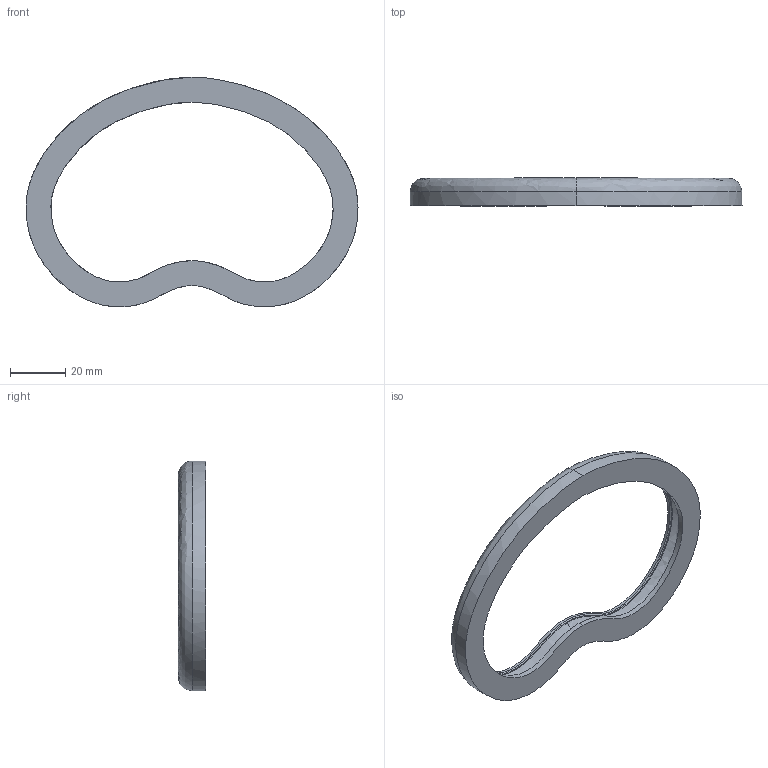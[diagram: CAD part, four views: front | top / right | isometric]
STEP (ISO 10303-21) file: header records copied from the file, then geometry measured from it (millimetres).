
FILE_DESCRIPTION(/* description */ (''),/* implementation_level */ '2;1');
FILE_NAME(/* name */ 'pads-holder.step',/* time_stamp */ '2023-03-12T16:00:21-04:00',/* author */ (''),/* organization */ (''),/* preprocessor_version */ 'ST-DEVELOPER v19.2',/* originating_system */ 'Autodesk Translation Framework v11.17.0.187',/* authorisation */ '');
FILE_SCHEMA (('AUTOMOTIVE_DESIGN { 1 0 10303 214 3 1 1 }'));
Length unit declared in the file: millimetre
Products named in the file (2): pads-holder; pads-holder_1
Assembly tree (1 placements, depth 2):
  pads-holder
    pads-holder_1
Bounding box: 119.99 x 10 x 83.05 mm (x, y, z)
Volume: 15346 mm3; surface area: 12550.7 mm2
Topology: 1 solids, 1 shells, 20 faces, 40 edges, 22 vertices
Faces by surface type: bspline 18, plane 2
Entity records: 5496 total; most frequent: CARTESIAN_POINT 5131, ORIENTED_EDGE 80, EDGE_CURVE 40, B_SPLINE_CURVE_WITH_KNOTS 27, DIRECTION 27, EDGE_LOOP 22, VERTEX_POINT 22, FACE_OUTER_BOUND 20
